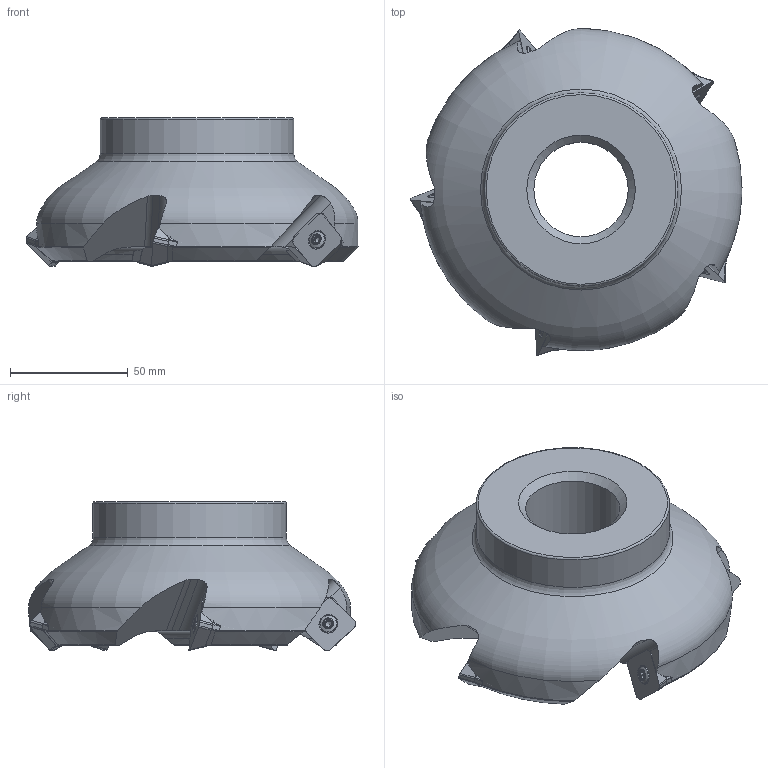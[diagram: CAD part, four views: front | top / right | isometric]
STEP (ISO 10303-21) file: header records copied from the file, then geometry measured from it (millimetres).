
FILE_DESCRIPTION(/* description */ (''),/* implementation_level */ '2;1');
FILE_NAME(/* name */ 'toolassembly_1.stp',/* time_stamp */ '2019-09-03T14:12:48+02:00',/* author */ (''),/* organization */ ('SMS'),/* preprocessor_version */ 'ST-DEVELOPER v16.7',/* originating_system */ 'SIEMENS PLM Software NX 12.0',/* authorisation */ '');
FILE_SCHEMA (('AUTOMOTIVE_DESIGN { 1 0 10303 214 3 1 1 1 }'));
Length unit declared in the file: millimetre
Products named in the file (4): CUT_20190903141148; NOCUT_20190903141119; ASSEMBLY_CONSTRUCTION; TOOLASSEMBLY_1
Assembly tree (7 placements, depth 2):
  TOOLASSEMBLY_1
    ASSEMBLY_CONSTRUCTION
    NOCUT_20190903141119
    CUT_20190903141148  x5
Bounding box: 140.72 x 138.45 x 63 mm (x, y, z)
Volume: 420212.4 mm3; surface area: 54435 mm2
Topology: 6 solids, 6 shells, 511 faces, 1358 edges, 887 vertices
Faces by surface type: plane 182, cylinder 133, cone 64, torus 45, bspline 40, extrusion 40, sphere 5, revolution 2
Full cylindrical faces by diameter (mm): 4.5 x5, 5.7 x5, 7.15 x5, 8.103 x5, 40.013 x1, 56 x1, 82 x1
Entity records: 14146 total; most frequent: CARTESIAN_POINT 5432, ORIENTED_EDGE 1824, DIRECTION 1658, EDGE_CURVE 912, AXIS2_PLACEMENT_3D 687, VERTEX_POINT 608, EDGE_LOOP 433, ADVANCED_FACE 371
